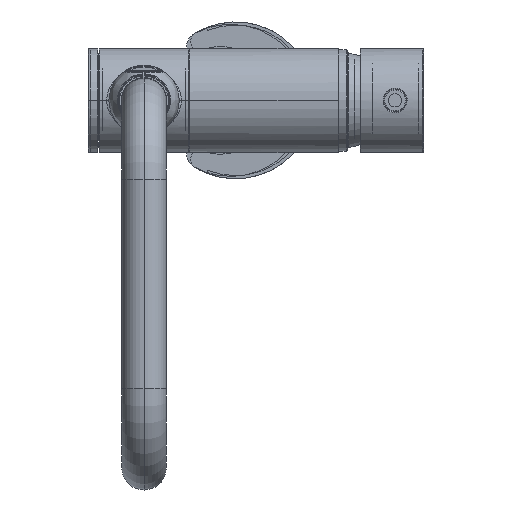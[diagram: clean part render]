
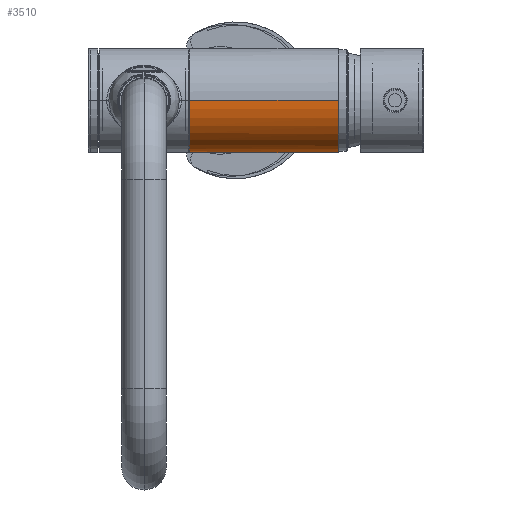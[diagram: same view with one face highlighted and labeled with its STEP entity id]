
A CAD part, left-side view. The second image highlights one B-rep face of the part: STEP entity #3510.
In plain terms, the highlighted cylindrical face has radius 16.5 mm (diameter 33 mm), a partial arc.
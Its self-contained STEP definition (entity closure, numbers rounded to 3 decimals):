
#37=CARTESIAN_POINT('',(16.5,1.05,0.));
#1029=CARTESIAN_POINT('',(0.,36.6,0.));
#1030=DIRECTION('',(0.,-1.,0.));
#1031=DIRECTION('',(-1.,0.,0.));
#1032=AXIS2_PLACEMENT_3D('',#1029,#1030,#1031);
#1034=DIRECTION('',(0.,1.,0.));
#1035=VECTOR('',#1034,47.);
#1036=CARTESIAN_POINT('',(-16.5,-10.4,0.));
#1037=LINE('',#1036,#1035);
#1038=CARTESIAN_POINT('',(0.,-10.4,0.));
#1039=DIRECTION('',(0.,1.,0.));
#1040=DIRECTION('',(1.,0.,0.));
#1041=AXIS2_PLACEMENT_3D('',#1038,#1039,#1040);
#1043=DIRECTION('',(0.,1.,0.));
#1044=VECTOR('',#1043,11.45);
#1045=CARTESIAN_POINT('',(16.5,-10.4,0.));
#1046=LINE('',#1045,#1044);
#1047=CARTESIAN_POINT('',(16.5,1.05,0.));
#1048=CARTESIAN_POINT('',(16.5,1.05,-1.743));
#1049=CARTESIAN_POINT('',(16.087,1.464,-4.306));
#1050=CARTESIAN_POINT('',(14.792,2.758,-7.457));
#1051=CARTESIAN_POINT('',(13.467,4.083,-9.648));
#1052=CARTESIAN_POINT('',(11.803,5.747,-11.628));
#1053=CARTESIAN_POINT('',(9.156,8.394,-13.923));
#1054=CARTESIAN_POINT('',(6.716,10.834,-15.187));
#1055=CARTESIAN_POINT('',(4.93,12.62,-15.746));
#1057=CARTESIAN_POINT('',(4.93,12.62,-15.746));
#1058=CARTESIAN_POINT('',(4.557,12.993,-15.863));
#1059=CARTESIAN_POINT('',(3.858,13.803,-16.053));
#1060=CARTESIAN_POINT('',(2.968,15.302,-16.237));
#1061=CARTESIAN_POINT('',(2.365,16.94,-16.332));
#1062=CARTESIAN_POINT('',(2.047,18.661,-16.373));
#1063=CARTESIAN_POINT('',(2.047,20.441,-16.373));
#1064=CARTESIAN_POINT('',(2.366,22.161,-16.332));
#1065=CARTESIAN_POINT('',(2.968,23.798,-16.237));
#1066=CARTESIAN_POINT('',(3.858,25.296,-16.053));
#1067=CARTESIAN_POINT('',(4.556,26.106,-15.863));
#1068=CARTESIAN_POINT('',(4.93,26.48,-15.746));
#1070=CARTESIAN_POINT('',(4.93,26.48,-15.746));
#1071=CARTESIAN_POINT('',(6.716,28.266,-15.187));
#1072=CARTESIAN_POINT('',(9.156,30.706,-13.923));
#1073=CARTESIAN_POINT('',(11.803,33.353,-11.628));
#1074=CARTESIAN_POINT('',(13.467,35.017,-9.648));
#1075=CARTESIAN_POINT('',(14.478,36.028,-7.977));
#1076=CARTESIAN_POINT('',(14.949,36.499,-6.988));
#1077=CARTESIAN_POINT('',(15.05,36.6,-6.764));
#2077=VERTEX_POINT('',#37);
#2078=VERTEX_POINT('',#1055);
#2085=VERTEX_POINT('',#1068);
#2088=CARTESIAN_POINT('',(-16.5,36.6,0.));
#2090=VERTEX_POINT('',#2088);
#2091=CARTESIAN_POINT('',(15.05,36.6,-6.764));
#2092=VERTEX_POINT('',#2091);
#2094=CARTESIAN_POINT('',(16.5,-10.4,0.));
#2095=CARTESIAN_POINT('',(-16.5,-10.4,0.));
#2096=VERTEX_POINT('',#2094);
#2097=VERTEX_POINT('',#2095);
#3493=CARTESIAN_POINT('',(0.,68.25,0.));
#3494=DIRECTION('',(0.,-1.,0.));
#3495=DIRECTION('',(-1.,0.,0.));
#3496=AXIS2_PLACEMENT_3D('',#3493,#3494,#3495);
#3497=CYLINDRICAL_SURFACE('',#3496,16.5);
#3498=ORIENTED_EDGE('',*,*,#2457,.F.);
#3499=ORIENTED_EDGE('',*,*,#2446,.F.);
#3500=ORIENTED_EDGE('',*,*,#3482,.F.);
#3501=ORIENTED_EDGE('',*,*,#2442,.T.);
#3503=ORIENTED_EDGE('',*,*,#3502,.T.);
#3505=ORIENTED_EDGE('',*,*,#3504,.T.);
#3507=ORIENTED_EDGE('',*,*,#3506,.T.);
#3508=EDGE_LOOP('',(#3498,#3499,#3500,#3501,#3503,#3505,#3507));
#3509=FACE_OUTER_BOUND('',#3508,.F.);
#3510=ADVANCED_FACE('',(#3509),#3497,.T.);
#1033=CIRCLE('',#1032,16.5);
#1042=CIRCLE('',#1041,16.5);
#1056=B_SPLINE_CURVE_WITH_KNOTS('',3,(#1047,#1048,#1049,#1050,#1051,#1052,#1053,
#1054,#1055),.UNSPECIFIED.,.F.,.F.,(4,1,1,1,1,1,4),(0.,0.25,0.375,0.5,
0.625,0.75,1.),.UNSPECIFIED.);
#1069=B_SPLINE_CURVE_WITH_KNOTS('',3,(#1057,#1058,#1059,#1060,#1061,#1062,#1063,
#1064,#1065,#1066,#1067,#1068),.UNSPECIFIED.,.F.,.F.,(4,1,1,1,1,1,1,1,1,4),
(0.,0.111,0.222,0.333,0.444,
0.556,0.667,0.778,0.889,1.),
.UNSPECIFIED.);
#1078=B_SPLINE_CURVE_WITH_KNOTS('',3,(#1070,#1071,#1072,#1073,#1074,#1075,#1076,
#1077),.UNSPECIFIED.,.F.,.F.,(4,1,1,1,1,4),(0.,0.378,
0.567,0.756,0.945,1.),.UNSPECIFIED.);
#2442=EDGE_CURVE('',#2096,#2077,#1046,.T.);
#2446=EDGE_CURVE('',#2097,#2090,#1037,.T.);
#2457=EDGE_CURVE('',#2090,#2092,#1033,.T.);
#3482=EDGE_CURVE('',#2096,#2097,#1042,.T.);
#3502=EDGE_CURVE('',#2077,#2078,#1056,.T.);
#3504=EDGE_CURVE('',#2078,#2085,#1069,.T.);
#3506=EDGE_CURVE('',#2085,#2092,#1078,.T.);
